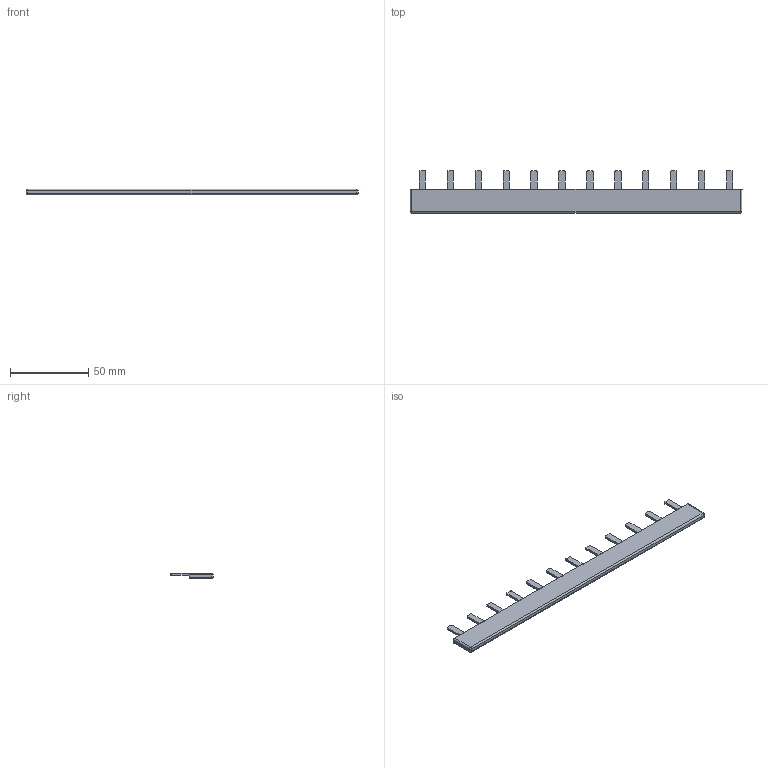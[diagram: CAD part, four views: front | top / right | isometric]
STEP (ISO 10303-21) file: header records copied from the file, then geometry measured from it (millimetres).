
FILE_DESCRIPTION(('STEP AP214'),'1');
FILE_NAME('cctmp_DD0130B2-9E10-46A6-AB01-D2F28D1B04F7_2025_10_07_15_51_56_0426..stp','2025-10-07T13:51:56',('SIEMENS A&D'),('CADClick - www.CADClick.com'),'Spatial InterOp 3D',' ','unknown authorization');
FILE_SCHEMA(('AUTOMOTIVE_DESIGN'));
Length unit declared in the file: millimetre
Products named in the file (14): cc_unnamed; 2025_10_07_15_51_56_0410; 2025_10_07_15_51_56_0378; 2025_10_07_15_51_56_0346; 2025_10_07_15_51_56_0315; 2025_10_07_15_51_56_0282; 2025_10_07_15_51_56_0251; 2025_10_07_15_51_56_0219; 2025_10_07_15_51_56_0187; 2025_10_07_15_51_56_0155; 2025_10_07_15_51_56_0124; 2025_10_07_15_51_56_0092; 2025_10_07_15_51_56_0060; 2025_10_07_15_51_56_0028
Assembly tree (13 placements, depth 2):
  cc_unnamed
    2025_10_07_15_51_56_0410
    2025_10_07_15_51_56_0378
    2025_10_07_15_51_56_0346
    2025_10_07_15_51_56_0315
    2025_10_07_15_51_56_0282
    2025_10_07_15_51_56_0251
    2025_10_07_15_51_56_0219
    2025_10_07_15_51_56_0187
    2025_10_07_15_51_56_0155
    2025_10_07_15_51_56_0124
    2025_10_07_15_51_56_0092
    2025_10_07_15_51_56_0060
    2025_10_07_15_51_56_0028
Bounding box: 211.5 x 26.9 x 3.8 mm (x, y, z)
Volume: 12839.9 mm3; surface area: 9544 mm2
Topology: 13 solids, 13 shells, 114 faces, 256 edges, 164 vertices
Faces by surface type: plane 78, cylinder 32, sphere 4
Entity records: 4435 total; most frequent: DIRECTION 572, CARTESIAN_POINT 544, ORIENTED_EDGE 504, EDGE_CURVE 252, AXIS2_PLACEMENT_3D 192, LINE 188, VECTOR 188, VERTEX_POINT 164
